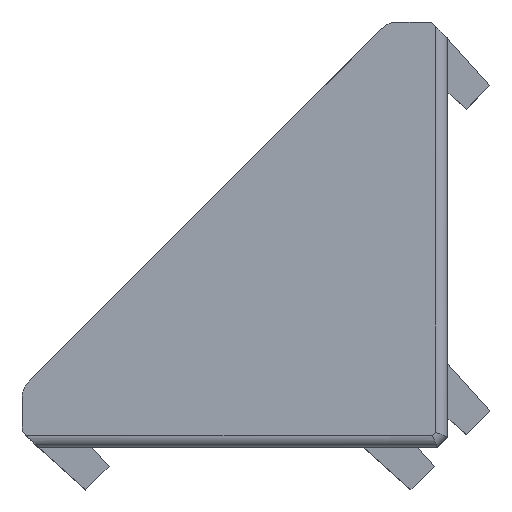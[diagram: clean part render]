
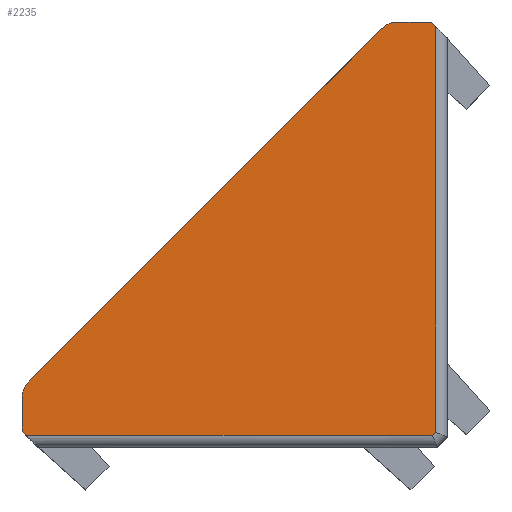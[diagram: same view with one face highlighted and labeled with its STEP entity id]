
A CAD part, top view. The second image highlights one B-rep face of the part: STEP entity #2235.
In plain terms, the highlighted planar face has unit normal (0.012, -0.012, 1).
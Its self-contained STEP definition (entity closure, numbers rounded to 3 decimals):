
#99 = DIRECTION ( 'NONE',  ( 0., 1., 0.012 ) ) ;
#140 = CARTESIAN_POINT ( 'NONE',  ( -0.494, 17.818, 8.973 ) ) ;
#319 = CARTESIAN_POINT ( 'NONE',  ( -0.676, 18., 8.977 ) ) ;
#366 = VERTEX_POINT ( 'NONE', #5085 ) ;
#425 = CARTESIAN_POINT ( 'NONE',  ( -17.818, 0.494, 8.973 ) ) ;
#477 = DIRECTION ( 'NONE',  ( 0.707, 0.707, 0. ) ) ;
#495 = CARTESIAN_POINT ( 'NONE',  ( -0.625, 0.494, 8.761 ) ) ;
#621 = ORIENTED_EDGE ( 'NONE', *, *, #1377, .T. ) ;
#657 = VECTOR ( 'NONE', #1318, 1000. ) ;
#718 =( BOUNDED_CURVE ( )  B_SPLINE_CURVE ( 3, ( #2017, #3774, #3572, #5191 ),
 .UNSPECIFIED., .F., .F. ) 
 B_SPLINE_CURVE_WITH_KNOTS ( ( 4, 4 ),
 ( 2.356, 3.142 ),
 .UNSPECIFIED. ) 
 CURVE ( )  GEOMETRIC_REPRESENTATION_ITEM ( )  RATIONAL_B_SPLINE_CURVE ( ( 1., 0.949, 0.949, 1. ) ) 
 REPRESENTATION_ITEM ( '' )  );
#1003 = ORIENTED_EDGE ( 'NONE', *, *, #4197, .T. ) ;
#1036 = VECTOR ( 'NONE', #3350, 1000. ) ;
#1126 = LINE ( 'NONE', #3457, #1036 ) ;
#1140 = VECTOR ( 'NONE', #5213, 1000. ) ;
#1311 = CARTESIAN_POINT ( 'NONE',  ( -2.802, 0.494, 8.788 ) ) ;
#1318 = DIRECTION ( 'NONE',  ( 1., 0., -0.012 ) ) ;
#1377 = EDGE_CURVE ( 'NONE', #366, #2690, #5545, .T. ) ;
#1400 = FACE_OUTER_BOUND ( 'NONE', #2029, .T. ) ;
#1411 = VERTEX_POINT ( 'NONE', #4373 ) ;
#1617 = EDGE_CURVE ( 'NONE', #2016, #5270, #4161, .T. ) ;
#1622 = LINE ( 'NONE', #1311, #657 ) ;
#1651 = EDGE_CURVE ( 'NONE', #1411, #5270, #718, .T. ) ;
#1677 = VERTEX_POINT ( 'NONE', #5727 ) ;
#1696 = VERTEX_POINT ( 'NONE', #3779 ) ;
#1702 = EDGE_CURVE ( 'NONE', #3798, #4317, #3406, .T. ) ;
#1897 = AXIS2_PLACEMENT_3D ( 'NONE', #3399, #3305, #3306 ) ;
#2016 = VERTEX_POINT ( 'NONE', #3990 ) ;
#2017 = CARTESIAN_POINT ( 'NONE',  ( -18., 2.092, 8.995 ) ) ;
#2029 = EDGE_LOOP ( 'NONE', ( #5635, #1003, #5405, #4863, #4620, #621, #3470, #2602, #5237, #4160 ) ) ;
#2054 = CARTESIAN_POINT ( 'NONE',  ( -17.707, 2.799, 9. ) ) ;
#2214 = CARTESIAN_POINT ( 'NONE',  ( -2.092, 18., 8.995 ) ) ;
#2222 = CARTESIAN_POINT ( 'NONE',  ( -2.361, 18., 8.998 ) ) ;
#2225 = EDGE_CURVE ( 'NONE', #2690, #3798, #1126, .T. ) ;
#2235 = ADVANCED_FACE ( 'NONE', ( #1400 ), #3296, .T. ) ;
#2249 = CARTESIAN_POINT ( 'NONE',  ( -2.609, 17.897, 9. ) ) ;
#2269 = CARTESIAN_POINT ( 'NONE',  ( -2.799, 17.707, 9. ) ) ;
#2273 = CARTESIAN_POINT ( 'NONE',  ( -0.494, 0.625, 8.761 ) ) ;
#2481 =( BOUNDED_CURVE ( )  B_SPLINE_CURVE ( 3, ( #2269, #2249, #2222, #2214 ),
 .UNSPECIFIED., .F., .F. ) 
 B_SPLINE_CURVE_WITH_KNOTS ( ( 4, 4 ),
 ( 3.142, 3.927 ),
 .UNSPECIFIED. ) 
 CURVE ( )  GEOMETRIC_REPRESENTATION_ITEM ( )  RATIONAL_B_SPLINE_CURVE ( ( 1., 0.949, 0.949, 1. ) ) 
 REPRESENTATION_ITEM ( '' )  );
#2602 = ORIENTED_EDGE ( 'NONE', *, *, #1702, .T. ) ;
#2658 = VERTEX_POINT ( 'NONE', #425 ) ;
#2690 = VERTEX_POINT ( 'NONE', #140 ) ;
#3048 = VECTOR ( 'NONE', #5670, 1000. ) ;
#3240 = LINE ( 'NONE', #495, #4231 ) ;
#3244 = DIRECTION ( 'NONE',  ( -0.707, -0.707, 0. ) ) ;
#3296 = PLANE ( 'NONE',  #1897 ) ;
#3305 = DIRECTION ( 'NONE',  ( 0.012, -0.012, 1. ) ) ;
#3306 = DIRECTION ( 'NONE',  ( 1., 0., -0.012 ) ) ;
#3350 = DIRECTION ( 'NONE',  ( -0.707, 0.707, 0.017 ) ) ;
#3358 = EDGE_CURVE ( 'NONE', #2016, #4317, #2481, .T. ) ;
#3399 = CARTESIAN_POINT ( 'NONE',  ( -2.799, 17.707, 9. ) ) ;
#3406 = LINE ( 'NONE', #5467, #3611 ) ;
#3457 = CARTESIAN_POINT ( 'NONE',  ( -0.494, 17.818, 8.973 ) ) ;
#3470 = ORIENTED_EDGE ( 'NONE', *, *, #2225, .T. ) ;
#3572 = CARTESIAN_POINT ( 'NONE',  ( -17.897, 2.609, 9. ) ) ;
#3611 = VECTOR ( 'NONE', #5458, 1000. ) ;
#3774 = CARTESIAN_POINT ( 'NONE',  ( -18., 2.361, 8.998 ) ) ;
#3779 = CARTESIAN_POINT ( 'NONE',  ( -18., 0.676, 8.977 ) ) ;
#3798 = VERTEX_POINT ( 'NONE', #319 ) ;
#3990 = CARTESIAN_POINT ( 'NONE',  ( -2.799, 17.707, 9. ) ) ;
#4002 = EDGE_CURVE ( 'NONE', #1696, #2658, #5010, .T. ) ;
#4098 = VECTOR ( 'NONE', #3244, 1000. ) ;
#4160 = ORIENTED_EDGE ( 'NONE', *, *, #1617, .T. ) ;
#4161 = LINE ( 'NONE', #4487, #4098 ) ;
#4197 = EDGE_CURVE ( 'NONE', #1411, #1696, #4717, .T. ) ;
#4231 = VECTOR ( 'NONE', #477, 1000. ) ;
#4317 = VERTEX_POINT ( 'NONE', #4831 ) ;
#4373 = CARTESIAN_POINT ( 'NONE',  ( -18., 2.092, 8.995 ) ) ;
#4487 = CARTESIAN_POINT ( 'NONE',  ( -2.799, 17.707, 9. ) ) ;
#4620 = ORIENTED_EDGE ( 'NONE', *, *, #5664, .T. ) ;
#4717 = LINE ( 'NONE', #5216, #1140 ) ;
#4831 = CARTESIAN_POINT ( 'NONE',  ( -2.092, 18., 8.995 ) ) ;
#4863 = ORIENTED_EDGE ( 'NONE', *, *, #5454, .T. ) ;
#5010 = LINE ( 'NONE', #5683, #3048 ) ;
#5085 = CARTESIAN_POINT ( 'NONE',  ( -0.494, 0.625, 8.761 ) ) ;
#5191 = CARTESIAN_POINT ( 'NONE',  ( -17.707, 2.799, 9. ) ) ;
#5213 = DIRECTION ( 'NONE',  ( 0., -1., -0.012 ) ) ;
#5216 = CARTESIAN_POINT ( 'NONE',  ( -18., 2.092, 8.995 ) ) ;
#5237 = ORIENTED_EDGE ( 'NONE', *, *, #3358, .F. ) ;
#5270 = VERTEX_POINT ( 'NONE', #2054 ) ;
#5405 = ORIENTED_EDGE ( 'NONE', *, *, #4002, .T. ) ;
#5454 = EDGE_CURVE ( 'NONE', #2658, #1677, #1622, .T. ) ;
#5458 = DIRECTION ( 'NONE',  ( -1., 0., 0.012 ) ) ;
#5467 = CARTESIAN_POINT ( 'NONE',  ( -0.676, 18., 8.977 ) ) ;
#5545 = LINE ( 'NONE', #2273, #5550 ) ;
#5550 = VECTOR ( 'NONE', #99, 1000. ) ;
#5635 = ORIENTED_EDGE ( 'NONE', *, *, #1651, .F. ) ;
#5664 = EDGE_CURVE ( 'NONE', #1677, #366, #3240, .T. ) ;
#5670 = DIRECTION ( 'NONE',  ( 0.707, -0.707, -0.017 ) ) ;
#5683 = CARTESIAN_POINT ( 'NONE',  ( -18., 0.676, 8.977 ) ) ;
#5727 = CARTESIAN_POINT ( 'NONE',  ( -0.625, 0.494, 8.761 ) ) ;
